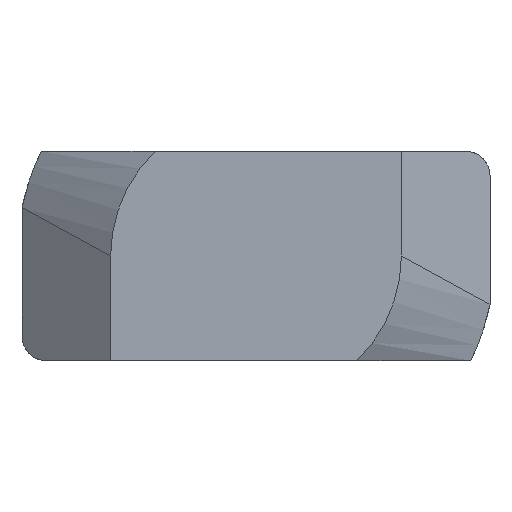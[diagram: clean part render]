
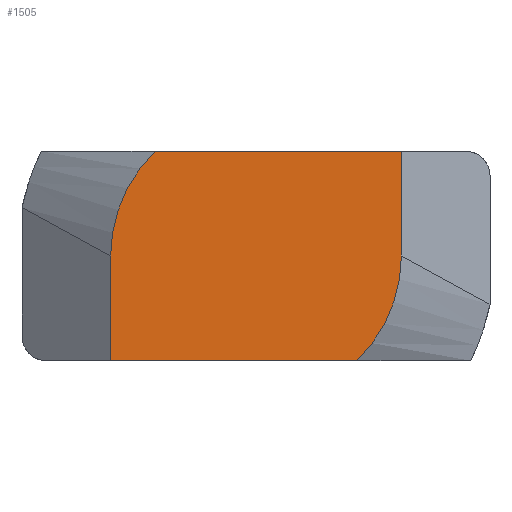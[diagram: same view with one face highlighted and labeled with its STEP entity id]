
A CAD part, front view. The second image highlights one B-rep face of the part: STEP entity #1505.
In plain terms, the highlighted planar face has unit normal (0, -1, 0).
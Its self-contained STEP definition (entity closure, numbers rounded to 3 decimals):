
#89=CIRCLE('',#1661,5.9);
#90=CIRCLE('',#1664,5.9);
#130=LINE('',#2225,#264);
#187=LINE('',#2475,#321);
#196=LINE('',#2505,#330);
#216=LINE('',#2590,#350);
#264=VECTOR('',#1766,1000.);
#321=VECTOR('',#1953,1000.);
#330=VECTOR('',#1976,1000.);
#350=VECTOR('',#2076,1000.);
#761=ORIENTED_EDGE('',*,*,#973,.F.);
#762=ORIENTED_EDGE('',*,*,#1010,.F.);
#763=ORIENTED_EDGE('',*,*,#1012,.F.);
#764=ORIENTED_EDGE('',*,*,#958,.F.);
#765=ORIENTED_EDGE('',*,*,#1013,.F.);
#766=ORIENTED_EDGE('',*,*,#859,.F.);
#859=EDGE_CURVE('',#1077,#1078,#130,.T.);
#958=EDGE_CURVE('',#1137,#1138,#187,.T.);
#973=EDGE_CURVE('',#1147,#1077,#196,.T.);
#1010=EDGE_CURVE('',#1164,#1147,#89,.T.);
#1012=EDGE_CURVE('',#1138,#1164,#216,.T.);
#1013=EDGE_CURVE('',#1078,#1137,#90,.T.);
#1077=VERTEX_POINT('',#2224);
#1078=VERTEX_POINT('',#2226);
#1137=VERTEX_POINT('',#2474);
#1138=VERTEX_POINT('',#2476);
#1147=VERTEX_POINT('',#2504);
#1164=VERTEX_POINT('',#2586);
#1289=EDGE_LOOP('',(#761,#762,#763,#764,#765,#766));
#1373=FACE_BOUND('',#1289,.T.);
#1427=PLANE('',#1665);
#1505=ADVANCED_FACE('',(#1373),#1427,.F.);
#1661=AXIS2_PLACEMENT_3D('',#2587,#2070,#2071);
#1664=AXIS2_PLACEMENT_3D('',#2599,#2077,#2078);
#1665=AXIS2_PLACEMENT_3D('',#2600,#2079,#2080);
#1766=DIRECTION('',(0.,0.,1.));
#1953=DIRECTION('',(1.,0.,0.));
#1976=DIRECTION('',(-1.,0.,0.));
#2070=DIRECTION('',(0.,1.,0.));
#2071=DIRECTION('',(1.,0.,0.));
#2076=DIRECTION('',(0.,0.,-1.));
#2077=DIRECTION('',(0.,1.,0.));
#2078=DIRECTION('',(1.,0.,0.));
#2079=DIRECTION('',(0.,1.,0.));
#2080=DIRECTION('',(0.,0.,1.));
#2224=CARTESIAN_POINT('',(-5.9,-4.7,-4.25));
#2225=CARTESIAN_POINT('',(-5.9,-4.7,-4.25));
#2226=CARTESIAN_POINT('',(-5.9,-4.7,0.));
#2474=CARTESIAN_POINT('',(-4.092,-4.7,4.25));
#2475=CARTESIAN_POINT('',(-4.092,-4.7,4.25));
#2476=CARTESIAN_POINT('',(5.9,-4.7,4.25));
#2504=CARTESIAN_POINT('',(4.092,-4.7,-4.25));
#2505=CARTESIAN_POINT('',(4.092,-4.7,-4.25));
#2586=CARTESIAN_POINT('',(5.9,-4.7,0.));
#2587=CARTESIAN_POINT('',(0.,-4.7,0.));
#2590=CARTESIAN_POINT('',(5.9,-4.7,4.25));
#2599=CARTESIAN_POINT('',(0.,-4.7,0.));
#2600=CARTESIAN_POINT('',(0.,-4.7,0.));
